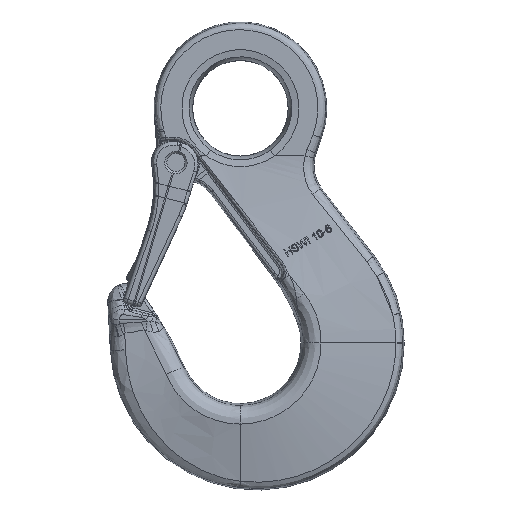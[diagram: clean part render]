
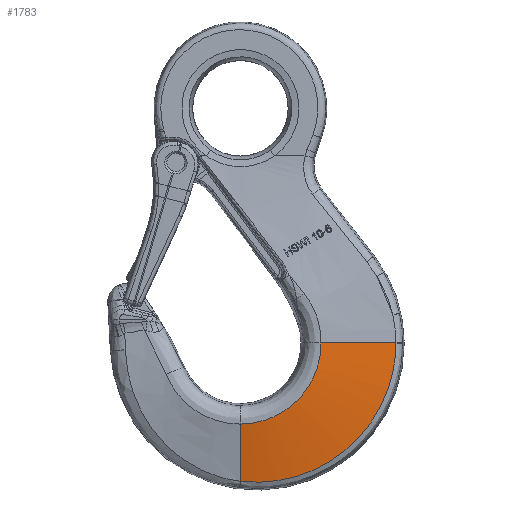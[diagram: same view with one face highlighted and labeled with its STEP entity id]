
A CAD part, top view. The second image highlights one B-rep face of the part: STEP entity #1783.
In plain terms, the highlighted free-form (B-spline) face has degree [1, 3] with [2, 24] control points.
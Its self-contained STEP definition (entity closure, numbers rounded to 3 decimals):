
#641=B_SPLINE_SURFACE_WITH_KNOTS('',1,3,((#24974,#24975,#24976,#24977,#24978,
#24979,#24980,#24981,#24982,#24983,#24984,#24985,#24986,#24987,#24988,#24989,
#24990,#24991,#24992,#24993,#24994,#24995,#24996,#24997),(#24998,#24999,
#25000,#25001,#25002,#25003,#25004,#25005,#25006,#25007,#25008,#25009,#25010,
#25011,#25012,#25013,#25014,#25015,#25016,#25017,#25018,#25019,#25020,#25021)),
 .UNSPECIFIED.,.F.,.F.,.F.,(2,2),(4,1,1,1,1,1,1,1,1,1,1,1,1,1,1,1,1,1,1,
1,1,4),(0.,1.),(0.,0.063,0.125,0.188,0.219,0.25,0.281,0.313,0.375,
0.438,0.5,0.563,0.625,0.688,0.75,0.813,0.875,0.906,0.914,0.922,
0.938,1.),.UNSPECIFIED.);
#1783=ADVANCED_FACE('',(#2740),#641,.F.);
#2740=FACE_OUTER_BOUND('',#3576,.T.);
#3576=EDGE_LOOP('',(#6837,#6838,#6839,#6840,#6841));
#4472=B_SPLINE_CURVE_WITH_KNOTS('',3,(#23585,#23586,#23587,#23588),
 .UNSPECIFIED.,.F.,.F.,(4,4),(0.,1.),.UNSPECIFIED.);
#4550=B_SPLINE_CURVE_WITH_KNOTS('',1,(#24843,#24844),.UNSPECIFIED.,.F.,
 .F.,(2,2),(0.,1.),.UNSPECIFIED.);
#4552=B_SPLINE_CURVE_WITH_KNOTS('',3,(#24938,#24939,#24940,#24941,#24942,
#24943,#24944,#24945,#24946,#24947,#24948,#24949,#24950,#24951,#24952,#24953,
#24954,#24955),.UNSPECIFIED.,.F.,.F.,(4,2,2,2,2,2,2,2,4),(0.,0.125,0.25,
0.375,0.5,0.625,0.75,0.875,1.),.UNSPECIFIED.);
#4553=B_SPLINE_CURVE_WITH_KNOTS('',3,(#24957,#24958,#24959,#24960,#24961,
#24962,#24963),.UNSPECIFIED.,.F.,.F.,(4,3,4),(0.,0.999,1.),
 .UNSPECIFIED.);
#4554=B_SPLINE_CURVE_WITH_KNOTS('',3,(#24964,#24965,#24966,#24967,#24968,
#24969,#24970,#24971,#24972,#24973),.UNSPECIFIED.,.F.,.F.,(4,2,2,2,4),(0.,
0.25,0.5,0.75,1.),.UNSPECIFIED.);
#6837=ORIENTED_EDGE('',*,*,#11082,.T.);
#6838=ORIENTED_EDGE('',*,*,#11084,.T.);
#6839=ORIENTED_EDGE('',*,*,#11085,.T.);
#6840=ORIENTED_EDGE('',*,*,#10937,.F.);
#6841=ORIENTED_EDGE('',*,*,#11086,.T.);
#9466=VERTEX_POINT('',#23584);
#9467=VERTEX_POINT('',#23589);
#9590=VERTEX_POINT('',#24842);
#9591=VERTEX_POINT('',#24845);
#9592=VERTEX_POINT('',#24956);
#10937=EDGE_CURVE('',#9466,#9467,#4472,.T.);
#11082=EDGE_CURVE('',#9591,#9590,#4550,.T.);
#11084=EDGE_CURVE('',#9590,#9592,#4552,.T.);
#11085=EDGE_CURVE('',#9592,#9467,#4553,.T.);
#11086=EDGE_CURVE('',#9466,#9591,#4554,.T.);
#23584=CARTESIAN_POINT('',(31.265,0.,13.784));
#23585=CARTESIAN_POINT('',(31.265,0.,13.784));
#23586=CARTESIAN_POINT('',(40.932,0.,12.306));
#23587=CARTESIAN_POINT('',(50.599,0.,10.828));
#23588=CARTESIAN_POINT('',(60.266,0.,9.35));
#23589=CARTESIAN_POINT('',(60.266,0.,9.35));
#24842=CARTESIAN_POINT('',(0.,-53.612,8.436));
#24843=CARTESIAN_POINT('',(0.,-31.448,12.883));
#24844=CARTESIAN_POINT('',(0.,-53.612,8.436));
#24845=CARTESIAN_POINT('',(0.,-31.448,12.883));
#24938=CARTESIAN_POINT('',(0.,-53.612,8.436));
#24939=CARTESIAN_POINT('',(3.751,-54.051,8.492));
#24940=CARTESIAN_POINT('',(7.589,-54.092,8.558));
#24941=CARTESIAN_POINT('',(15.116,-53.386,8.637));
#24942=CARTESIAN_POINT('',(18.901,-52.626,8.667));
#24943=CARTESIAN_POINT('',(26.134,-50.354,8.729));
#24944=CARTESIAN_POINT('',(29.599,-48.852,8.759));
#24945=CARTESIAN_POINT('',(36.226,-45.104,8.821));
#24946=CARTESIAN_POINT('',(39.346,-42.871,8.852));
#24947=CARTESIAN_POINT('',(44.995,-37.856,8.914));
#24948=CARTESIAN_POINT('',(47.581,-35.024,8.944));
#24949=CARTESIAN_POINT('',(52.087,-28.885,9.011));
#24950=CARTESIAN_POINT('',(53.988,-25.621,9.047));
#24951=CARTESIAN_POINT('',(57.092,-18.706,9.141));
#24952=CARTESIAN_POINT('',(58.291,-15.035,9.183));
#24953=CARTESIAN_POINT('',(59.871,-7.643,9.257));
#24954=CARTESIAN_POINT('',(60.274,-3.881,9.284));
#24955=CARTESIAN_POINT('',(60.266,-0.049,9.349));
#24956=CARTESIAN_POINT('',(60.266,-0.049,9.349));
#24957=CARTESIAN_POINT('',(60.266,-0.049,9.349));
#24958=CARTESIAN_POINT('',(60.266,-0.033,9.349));
#24959=CARTESIAN_POINT('',(60.266,-0.017,9.35));
#24960=CARTESIAN_POINT('',(60.266,0.,9.35));
#24961=CARTESIAN_POINT('',(60.266,0.,9.35));
#24962=CARTESIAN_POINT('',(60.266,0.,9.35));
#24963=CARTESIAN_POINT('',(60.266,0.,9.35));
#24964=CARTESIAN_POINT('',(31.265,0.,13.784));
#24965=CARTESIAN_POINT('',(31.277,-4.114,13.736));
#24966=CARTESIAN_POINT('',(30.449,-8.253,13.713));
#24967=CARTESIAN_POINT('',(27.337,-15.798,13.594));
#24968=CARTESIAN_POINT('',(25.008,-19.295,13.536));
#24969=CARTESIAN_POINT('',(19.238,-25.087,13.392));
#24970=CARTESIAN_POINT('',(15.77,-27.422,13.308));
#24971=CARTESIAN_POINT('',(8.192,-30.591,13.123));
#24972=CARTESIAN_POINT('',(4.112,-31.425,13.015));
#24973=CARTESIAN_POINT('',(0.,-31.448,12.883));
#24974=CARTESIAN_POINT('',(23.5,0.,14.971));
#24975=CARTESIAN_POINT('',(23.535,-0.779,14.96));
#24976=CARTESIAN_POINT('',(23.507,-2.336,14.943));
#24977=CARTESIAN_POINT('',(23.214,-4.639,14.922));
#24978=CARTESIAN_POINT('',(22.786,-6.509,14.902));
#24979=CARTESIAN_POINT('',(22.342,-7.962,14.883));
#24980=CARTESIAN_POINT('',(21.962,-9.031,14.867));
#24981=CARTESIAN_POINT('',(21.533,-10.071,14.851));
#24982=CARTESIAN_POINT('',(20.894,-11.408,14.832));
#24983=CARTESIAN_POINT('',(19.947,-13.048,14.809));
#24984=CARTESIAN_POINT('',(18.585,-14.925,14.782));
#24985=CARTESIAN_POINT('',(17.012,-16.682,14.754));
#24986=CARTESIAN_POINT('',(15.245,-18.285,14.726));
#24987=CARTESIAN_POINT('',(13.307,-19.703,14.696));
#24988=CARTESIAN_POINT('',(11.231,-20.911,14.665));
#24989=CARTESIAN_POINT('',(9.051,-21.893,14.634));
#24990=CARTESIAN_POINT('',(6.803,-22.637,14.603));
#24991=CARTESIAN_POINT('',(4.906,-23.063,14.575));
#24992=CARTESIAN_POINT('',(3.674,-23.253,14.554));
#24993=CARTESIAN_POINT('',(3.106,-23.332,14.541));
#24994=CARTESIAN_POINT('',(2.728,-23.384,14.531));
#24995=CARTESIAN_POINT('',(1.688,-23.48,14.512));
#24996=CARTESIAN_POINT('',(0.747,-23.511,14.493));
#24997=CARTESIAN_POINT('',(0.,-23.5,14.478));
#24998=CARTESIAN_POINT('',(63.5,0.,8.855));
#24999=CARTESIAN_POINT('',(63.5,-1.818,8.825));
#25000=CARTESIAN_POINT('',(63.326,-5.527,8.781));
#25001=CARTESIAN_POINT('',(62.483,-11.234,8.726));
#25002=CARTESIAN_POINT('',(61.26,-16.037,8.676));
#25003=CARTESIAN_POINT('',(59.955,-19.858,8.631));
#25004=CARTESIAN_POINT('',(58.812,-22.699,8.593));
#25005=CARTESIAN_POINT('',(57.503,-25.502,8.554));
#25006=CARTESIAN_POINT('',(55.541,-29.17,8.509));
#25007=CARTESIAN_POINT('',(52.688,-33.59,8.458));
#25008=CARTESIAN_POINT('',(48.664,-38.52,8.402));
#25009=CARTESIAN_POINT('',(44.107,-42.977,8.346));
#25010=CARTESIAN_POINT('',(39.104,-46.882,8.29));
#25011=CARTESIAN_POINT('',(33.757,-50.175,8.234));
#25012=CARTESIAN_POINT('',(28.177,-52.821,8.178));
#25013=CARTESIAN_POINT('',(22.475,-54.81,8.123));
#25014=CARTESIAN_POINT('',(16.757,-56.157,8.068));
#25015=CARTESIAN_POINT('',(12.058,-56.771,8.019));
#25016=CARTESIAN_POINT('',(9.067,-56.943,7.98));
#25017=CARTESIAN_POINT('',(7.703,-56.981,7.954));
#25018=CARTESIAN_POINT('',(6.789,-56.996,7.932));
#25019=CARTESIAN_POINT('',(4.258,-56.991,7.896));
#25020=CARTESIAN_POINT('',(1.904,-56.845,7.862));
#25021=CARTESIAN_POINT('',(0.,-56.628,7.831));
